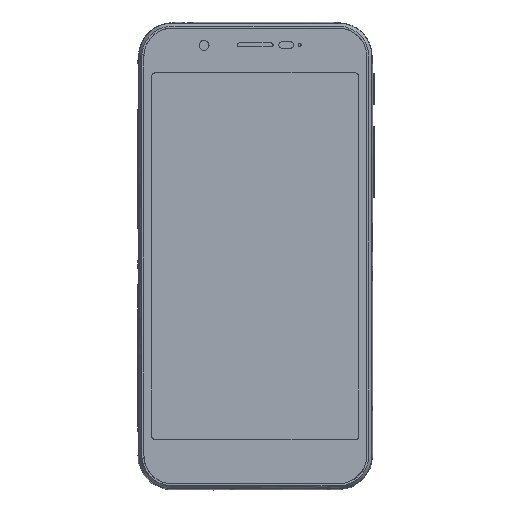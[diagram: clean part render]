
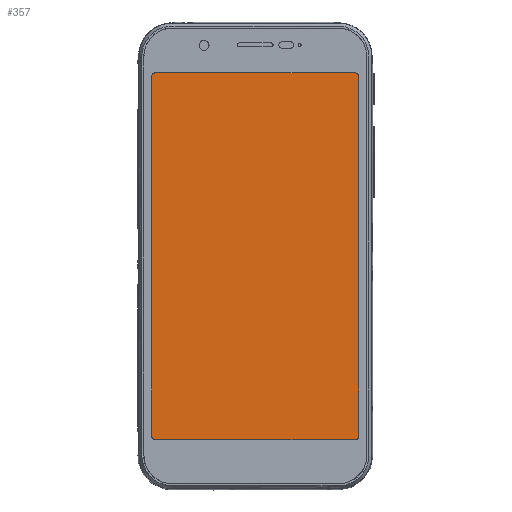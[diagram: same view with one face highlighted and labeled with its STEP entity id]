
A CAD part, top view. The second image highlights one B-rep face of the part: STEP entity #357.
In plain terms, the highlighted planar face has unit normal (0, 0, 1).
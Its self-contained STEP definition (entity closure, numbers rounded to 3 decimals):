
#357=ADVANCED_FACE('',(#610),#3531,.T.);
#610=FACE_OUTER_BOUND('',#903,.T.);
#903=EDGE_LOOP('',(#2015,#2016,#2017,#2018,#2019,#2020,#2021,#2022));
#2015=ORIENTED_EDGE('',*,*,#2636,.T.);
#2016=ORIENTED_EDGE('',*,*,#2634,.F.);
#2017=ORIENTED_EDGE('',*,*,#2651,.T.);
#2018=ORIENTED_EDGE('',*,*,#2641,.T.);
#2019=ORIENTED_EDGE('',*,*,#2646,.T.);
#2020=ORIENTED_EDGE('',*,*,#2640,.T.);
#2021=ORIENTED_EDGE('',*,*,#2643,.T.);
#2022=ORIENTED_EDGE('',*,*,#2639,.T.);
#2634=EDGE_CURVE('',#3467,#3466,#3090,.T.);
#2636=EDGE_CURVE('',#3468,#3466,#3888,.T.);
#2639=EDGE_CURVE('',#3469,#3468,#3093,.T.);
#2640=EDGE_CURVE('',#3471,#3470,#3094,.T.);
#2641=EDGE_CURVE('',#3473,#3472,#3095,.T.);
#2643=EDGE_CURVE('',#3470,#3469,#3890,.T.);
#2646=EDGE_CURVE('',#3472,#3471,#3892,.T.);
#2651=EDGE_CURVE('',#3467,#3473,#3894,.T.);
#3090=B_SPLINE_CURVE_WITH_KNOTS('',1,(#29356,#29357),.UNSPECIFIED.,.F.,
 .F.,(2,2),(-60.5,0.),.UNSPECIFIED.);
#3093=B_SPLINE_CURVE_WITH_KNOTS('',1,(#29368,#29369),.UNSPECIFIED.,.F.,
 .F.,(2,2),(0.,108.805),.UNSPECIFIED.);
#3094=B_SPLINE_CURVE_WITH_KNOTS('',1,(#29370,#29371),.UNSPECIFIED.,.F.,
 .F.,(2,2),(0.,60.5),.UNSPECIFIED.);
#3095=B_SPLINE_CURVE_WITH_KNOTS('',1,(#29372,#29373),.UNSPECIFIED.,.F.,
 .F.,(2,2),(0.,108.805),.UNSPECIFIED.);
#3466=VERTEX_POINT('',#29160);
#3467=VERTEX_POINT('',#29161);
#3468=VERTEX_POINT('',#29162);
#3469=VERTEX_POINT('',#29163);
#3470=VERTEX_POINT('',#29164);
#3471=VERTEX_POINT('',#29165);
#3472=VERTEX_POINT('',#29166);
#3473=VERTEX_POINT('',#29167);
#3531=PLANE('',#3975);
#3888=(
BOUNDED_CURVE()
B_SPLINE_CURVE(2,(#29360,#29361,#29362),.UNSPECIFIED.,.F.,.F.)
B_SPLINE_CURVE_WITH_KNOTS((3,3),(0.,1.728),.UNSPECIFIED.)
CURVE()
GEOMETRIC_REPRESENTATION_ITEM()
RATIONAL_B_SPLINE_CURVE((1.,0.707,1.))
REPRESENTATION_ITEM('')
);
#3890=(
BOUNDED_CURVE()
B_SPLINE_CURVE(2,(#29376,#29377,#29378),.UNSPECIFIED.,.F.,.F.)
B_SPLINE_CURVE_WITH_KNOTS((3,3),(0.,1.728),.UNSPECIFIED.)
CURVE()
GEOMETRIC_REPRESENTATION_ITEM()
RATIONAL_B_SPLINE_CURVE((1.,0.707,1.))
REPRESENTATION_ITEM('')
);
#3892=(
BOUNDED_CURVE()
B_SPLINE_CURVE(2,(#29384,#29385,#29386),.UNSPECIFIED.,.F.,.F.)
B_SPLINE_CURVE_WITH_KNOTS((3,3),(0.,1.728),.UNSPECIFIED.)
CURVE()
GEOMETRIC_REPRESENTATION_ITEM()
RATIONAL_B_SPLINE_CURVE((1.,0.707,1.))
REPRESENTATION_ITEM('')
);
#3894=(
BOUNDED_CURVE()
B_SPLINE_CURVE(2,(#29396,#29397,#29398),.UNSPECIFIED.,.F.,.F.)
B_SPLINE_CURVE_WITH_KNOTS((3,3),(0.,1.728),.UNSPECIFIED.)
CURVE()
GEOMETRIC_REPRESENTATION_ITEM()
RATIONAL_B_SPLINE_CURVE((1.,0.707,1.))
REPRESENTATION_ITEM('')
);
#3975=AXIS2_PLACEMENT_3D('',#29015,#4040,$);
#4040=DIRECTION('',(0.,0.,1.));
#29015=CARTESIAN_POINT('',(-37.826,-63.863,0.96));
#29160=CARTESIAN_POINT('',(-30.249,-52.555,0.96));
#29161=CARTESIAN_POINT('',(30.251,-52.555,0.96));
#29162=CARTESIAN_POINT('',(-31.349,-51.455,0.96));
#29163=CARTESIAN_POINT('',(-31.349,57.35,0.96));
#29164=CARTESIAN_POINT('',(-30.249,58.45,0.96));
#29165=CARTESIAN_POINT('',(30.251,58.45,0.96));
#29166=CARTESIAN_POINT('',(31.351,57.35,0.96));
#29167=CARTESIAN_POINT('',(31.351,-51.455,0.96));
#29356=CARTESIAN_POINT('',(30.251,-52.555,0.96));
#29357=CARTESIAN_POINT('',(-30.249,-52.555,0.96));
#29360=CARTESIAN_POINT('',(-31.349,-51.455,0.96));
#29361=CARTESIAN_POINT('',(-31.349,-52.555,0.96));
#29362=CARTESIAN_POINT('',(-30.249,-52.555,0.96));
#29368=CARTESIAN_POINT('',(-31.349,57.35,0.96));
#29369=CARTESIAN_POINT('',(-31.349,-51.455,0.96));
#29370=CARTESIAN_POINT('',(30.251,58.45,0.96));
#29371=CARTESIAN_POINT('',(-30.249,58.45,0.96));
#29372=CARTESIAN_POINT('',(31.351,-51.455,0.96));
#29373=CARTESIAN_POINT('',(31.351,57.35,0.96));
#29376=CARTESIAN_POINT('',(-30.249,58.45,0.96));
#29377=CARTESIAN_POINT('',(-31.349,58.45,0.96));
#29378=CARTESIAN_POINT('',(-31.349,57.35,0.96));
#29384=CARTESIAN_POINT('',(31.351,57.35,0.96));
#29385=CARTESIAN_POINT('',(31.351,58.45,0.96));
#29386=CARTESIAN_POINT('',(30.251,58.45,0.96));
#29396=CARTESIAN_POINT('',(30.251,-52.555,0.96));
#29397=CARTESIAN_POINT('',(31.351,-52.555,0.96));
#29398=CARTESIAN_POINT('',(31.351,-51.455,0.96));
